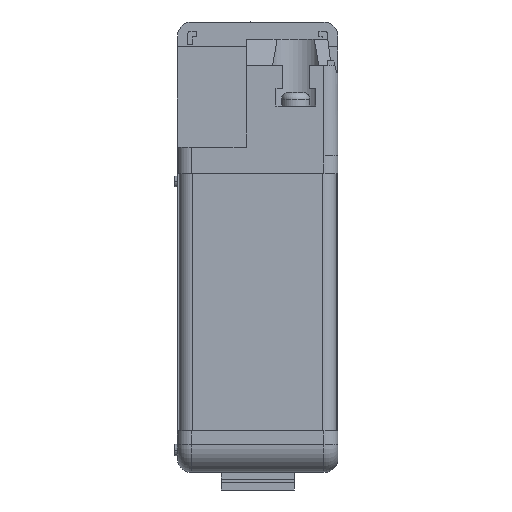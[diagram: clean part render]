
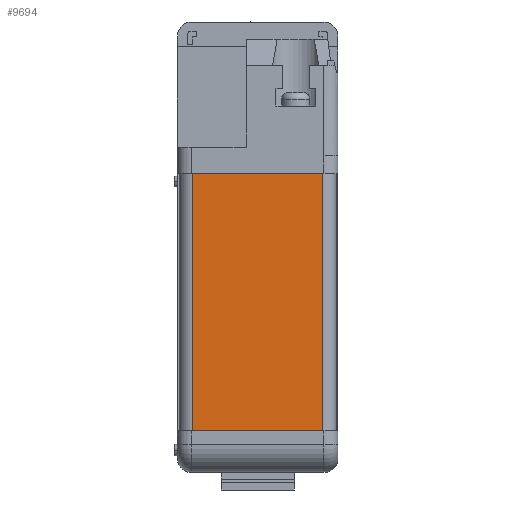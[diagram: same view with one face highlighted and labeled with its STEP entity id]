
A CAD part, front view. The second image highlights one B-rep face of the part: STEP entity #9694.
In plain terms, the highlighted planar face has unit normal (0, -1, 0).
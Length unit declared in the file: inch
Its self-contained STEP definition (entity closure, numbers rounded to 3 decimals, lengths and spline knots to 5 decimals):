
#14 = VECTOR ( 'NONE', #25856, 39.37008 ) ;
#395 = VECTOR ( 'NONE', #3777, 39.37008 ) ;
#2526 = ORIENTED_EDGE ( 'NONE', *, *, #17697, .F. ) ;
#3545 = DIRECTION ( 'NONE',  ( 0., 0., -1. ) ) ;
#3560 = LINE ( 'NONE', #22479, #8496 ) ;
#3777 = DIRECTION ( 'NONE',  ( -1., 0., 0. ) ) ;
#4413 = VERTEX_POINT ( 'NONE', #17793 ) ;
#5182 = CARTESIAN_POINT ( 'NONE',  ( 0.5775, -2.9375, -1.63 ) ) ;
#6905 = FACE_OUTER_BOUND ( 'NONE', #21779, .T. ) ;
#7267 = VERTEX_POINT ( 'NONE', #14324 ) ;
#8496 = VECTOR ( 'NONE', #3545, 39.37008 ) ;
#9694 = ADVANCED_FACE ( 'NONE', ( #6905 ), #15994, .T. ) ;
#10017 = DIRECTION ( 'NONE',  ( 0., -1., 0. ) ) ;
#11319 = EDGE_CURVE ( 'NONE', #4413, #18584, #3560, .T. ) ;
#12029 = EDGE_CURVE ( 'NONE', #25845, #7267, #16813, .T. ) ;
#12038 = DIRECTION ( 'NONE',  ( -1., 0., 0. ) ) ;
#14242 = CARTESIAN_POINT ( 'NONE',  ( 0.5775, -2.9375, -1.63 ) ) ;
#14324 = CARTESIAN_POINT ( 'NONE',  ( -0.5775, -2.9375, -1.63 ) ) ;
#15174 = EDGE_CURVE ( 'NONE', #4413, #25845, #25010, .T. ) ;
#15994 = PLANE ( 'NONE',  #21797 ) ;
#16813 = LINE ( 'NONE', #23749, #14 ) ;
#17697 = EDGE_CURVE ( 'NONE', #18584, #7267, #21436, .T. ) ;
#17793 = CARTESIAN_POINT ( 'NONE',  ( 0.5775, -2.9375, 0.655 ) ) ;
#18102 = CARTESIAN_POINT ( 'NONE',  ( -0.5775, -2.9375, 0.655 ) ) ;
#18584 = VERTEX_POINT ( 'NONE', #5182 ) ;
#18757 = VECTOR ( 'NONE', #12038, 39.37008 ) ;
#21016 = CARTESIAN_POINT ( 'NONE',  ( 0.5775, -2.9375, 0.655 ) ) ;
#21436 = LINE ( 'NONE', #14242, #395 ) ;
#21779 = EDGE_LOOP ( 'NONE', ( #2526, #26568, #25726, #26250 ) ) ;
#21797 = AXIS2_PLACEMENT_3D ( 'NONE', #22622, #10017, #24725 ) ;
#22479 = CARTESIAN_POINT ( 'NONE',  ( 0.5775, -2.9375, 0.655 ) ) ;
#22622 = CARTESIAN_POINT ( 'NONE',  ( 0.5775, -2.9375, 0.655 ) ) ;
#23749 = CARTESIAN_POINT ( 'NONE',  ( -0.5775, -2.9375, 0.655 ) ) ;
#24725 = DIRECTION ( 'NONE',  ( 0., 0., -1. ) ) ;
#25010 = LINE ( 'NONE', #21016, #18757 ) ;
#25726 = ORIENTED_EDGE ( 'NONE', *, *, #15174, .T. ) ;
#25845 = VERTEX_POINT ( 'NONE', #18102 ) ;
#25856 = DIRECTION ( 'NONE',  ( 0., 0., -1. ) ) ;
#26250 = ORIENTED_EDGE ( 'NONE', *, *, #12029, .T. ) ;
#26568 = ORIENTED_EDGE ( 'NONE', *, *, #11319, .F. ) ;
